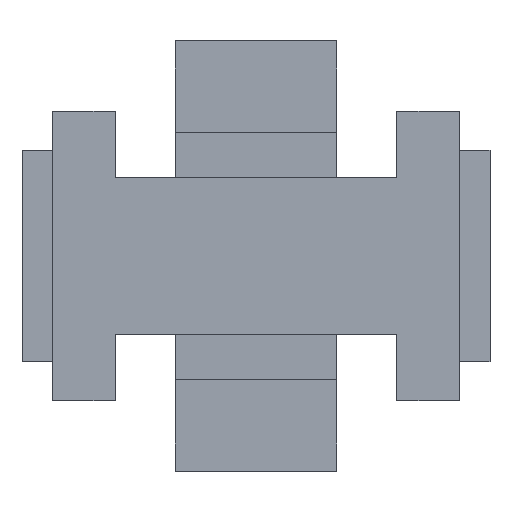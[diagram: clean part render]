
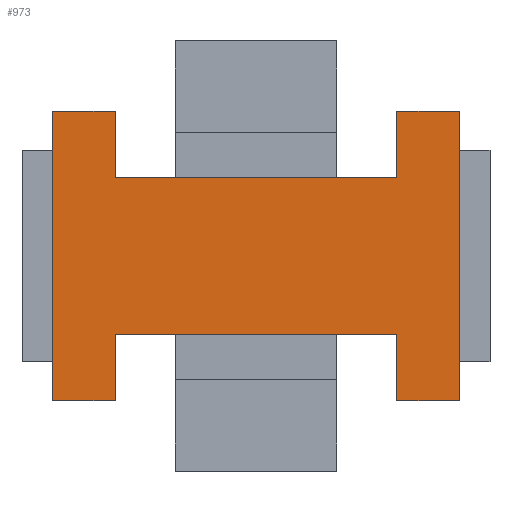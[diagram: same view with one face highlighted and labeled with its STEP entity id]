
A CAD part, front view. The second image highlights one B-rep face of the part: STEP entity #973.
In plain terms, the highlighted planar face has unit normal (0, -1, 0).
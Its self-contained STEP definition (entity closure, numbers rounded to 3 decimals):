
#2=DIRECTION('',(1.,0.,0.));
#3=VECTOR('',#2,2.475);
#4=CARTESIAN_POINT('',(-8.075,0.,5.75));
#5=LINE('',#4,#3);
#6=DIRECTION('',(1.,0.,0.));
#7=VECTOR('',#6,11.2);
#8=CARTESIAN_POINT('',(-5.6,0.,3.105));
#9=LINE('',#8,#7);
#10=DIRECTION('',(1.,0.,0.));
#11=VECTOR('',#10,2.475);
#12=CARTESIAN_POINT('',(5.6,0.,5.75));
#13=LINE('',#12,#11);
#14=DIRECTION('',(-1.,0.,0.));
#15=VECTOR('',#14,2.475);
#16=CARTESIAN_POINT('',(8.075,0.,-5.75));
#17=LINE('',#16,#15);
#18=DIRECTION('',(-1.,0.,0.));
#19=VECTOR('',#18,11.2);
#20=CARTESIAN_POINT('',(5.6,0.,-3.105));
#21=LINE('',#20,#19);
#22=DIRECTION('',(-1.,0.,0.));
#23=VECTOR('',#22,2.475);
#24=CARTESIAN_POINT('',(-5.6,0.,-5.75));
#25=LINE('',#24,#23);
#26=DIRECTION('',(0.,0.,-1.));
#27=VECTOR('',#26,11.5);
#28=CARTESIAN_POINT('',(-8.075,0.,5.75));
#29=LINE('',#28,#27);
#42=DIRECTION('',(0.,0.,1.));
#43=VECTOR('',#42,2.645);
#44=CARTESIAN_POINT('',(-5.6,0.,-5.75));
#45=LINE('',#44,#43);
#218=DIRECTION('',(0.,0.,-1.));
#219=VECTOR('',#218,2.645);
#220=CARTESIAN_POINT('',(5.6,0.,5.75));
#221=LINE('',#220,#219);
#238=DIRECTION('',(0.,0.,1.));
#239=VECTOR('',#238,11.5);
#240=CARTESIAN_POINT('',(8.075,0.,-5.75));
#241=LINE('',#240,#239);
#270=DIRECTION('',(0.,0.,-1.));
#271=VECTOR('',#270,2.645);
#272=CARTESIAN_POINT('',(5.6,0.,-3.105));
#273=LINE('',#272,#271);
#334=DIRECTION('',(0.,0.,1.));
#335=VECTOR('',#334,2.645);
#336=CARTESIAN_POINT('',(-5.6,0.,3.105));
#337=LINE('',#336,#335);
#718=CARTESIAN_POINT('',(-5.6,0.,3.105));
#719=CARTESIAN_POINT('',(5.6,0.,3.105));
#720=VERTEX_POINT('',#718);
#721=VERTEX_POINT('',#719);
#722=CARTESIAN_POINT('',(5.6,0.,-3.105));
#723=CARTESIAN_POINT('',(-5.6,0.,-3.105));
#724=VERTEX_POINT('',#722);
#725=VERTEX_POINT('',#723);
#874=CARTESIAN_POINT('',(5.6,0.,5.75));
#875=CARTESIAN_POINT('',(8.075,0.,5.75));
#876=VERTEX_POINT('',#874);
#877=VERTEX_POINT('',#875);
#878=CARTESIAN_POINT('',(-8.075,0.,5.75));
#879=CARTESIAN_POINT('',(-5.6,0.,5.75));
#880=VERTEX_POINT('',#878);
#881=VERTEX_POINT('',#879);
#882=CARTESIAN_POINT('',(-5.6,0.,-5.75));
#883=CARTESIAN_POINT('',(-8.075,0.,-5.75));
#884=VERTEX_POINT('',#882);
#885=VERTEX_POINT('',#883);
#886=CARTESIAN_POINT('',(8.075,0.,-5.75));
#887=CARTESIAN_POINT('',(5.6,0.,-5.75));
#888=VERTEX_POINT('',#886);
#889=VERTEX_POINT('',#887);
#942=CARTESIAN_POINT('',(0.,0.,0.));
#943=DIRECTION('',(0.,1.,0.));
#944=DIRECTION('',(1.,0.,0.));
#945=AXIS2_PLACEMENT_3D('',#942,#943,#944);
#946=PLANE('',#945);
#948=ORIENTED_EDGE('',*,*,#947,.F.);
#950=ORIENTED_EDGE('',*,*,#949,.T.);
#952=ORIENTED_EDGE('',*,*,#951,.F.);
#954=ORIENTED_EDGE('',*,*,#953,.T.);
#956=ORIENTED_EDGE('',*,*,#955,.F.);
#958=ORIENTED_EDGE('',*,*,#957,.T.);
#960=ORIENTED_EDGE('',*,*,#959,.F.);
#962=ORIENTED_EDGE('',*,*,#961,.T.);
#964=ORIENTED_EDGE('',*,*,#963,.F.);
#966=ORIENTED_EDGE('',*,*,#965,.T.);
#968=ORIENTED_EDGE('',*,*,#967,.F.);
#970=ORIENTED_EDGE('',*,*,#969,.T.);
#971=EDGE_LOOP('',(#948,#950,#952,#954,#956,#958,#960,#962,#964,#966,#968,
#970));
#972=FACE_OUTER_BOUND('',#971,.F.);
#973=ADVANCED_FACE('',(#972),#946,.F.);
#947=EDGE_CURVE('',#880,#885,#29,.T.);
#949=EDGE_CURVE('',#880,#881,#5,.T.);
#951=EDGE_CURVE('',#720,#881,#337,.T.);
#953=EDGE_CURVE('',#720,#721,#9,.T.);
#955=EDGE_CURVE('',#876,#721,#221,.T.);
#957=EDGE_CURVE('',#876,#877,#13,.T.);
#959=EDGE_CURVE('',#888,#877,#241,.T.);
#961=EDGE_CURVE('',#888,#889,#17,.T.);
#963=EDGE_CURVE('',#724,#889,#273,.T.);
#965=EDGE_CURVE('',#724,#725,#21,.T.);
#967=EDGE_CURVE('',#884,#725,#45,.T.);
#969=EDGE_CURVE('',#884,#885,#25,.T.);
